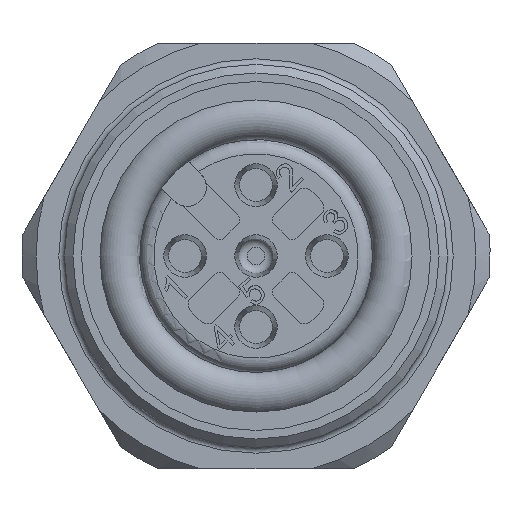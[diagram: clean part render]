
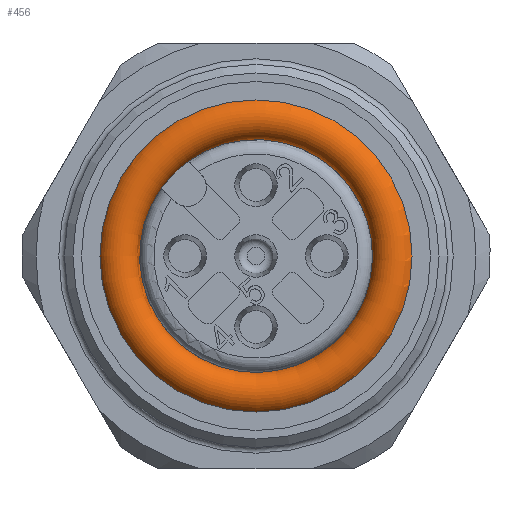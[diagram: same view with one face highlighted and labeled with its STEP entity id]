
A CAD part, left-side view. The second image highlights one B-rep face of the part: STEP entity #456.
In plain terms, the highlighted toroidal (fillet/blend) face has major radius 4.85 mm and minor radius 0.75 mm.
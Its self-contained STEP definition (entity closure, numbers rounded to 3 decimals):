
#71=TOROIDAL_SURFACE('',#3471,4.85,0.75);
#257=B_SPLINE_CURVE_WITH_KNOTS('',3,(#4763,#4764,#4765,#4766,#4767,#4768,
#4769,#4770,#4771,#4772),.UNSPECIFIED.,.F.,.F.,(4,3,3,4),(0.,0.405,
0.81,1.),.UNSPECIFIED.);
#258=B_SPLINE_CURVE_WITH_KNOTS('',3,(#4776,#4777,#4778,#4779,#4780,#4781,
#4782,#4783,#4784,#4785),.UNSPECIFIED.,.F.,.F.,(4,3,3,4),(0.,0.405,
0.81,1.),.UNSPECIFIED.);
#456=ADVANCED_FACE('',(#736,#737),#71,.T.);
#736=FACE_BOUND('',#875,.T.);
#737=FACE_BOUND('',#876,.T.);
#875=EDGE_LOOP('',(#1373));
#876=EDGE_LOOP('',(#1374,#1375,#1376,#1377));
#1118=CIRCLE('',#3424,5.5);
#1137=CIRCLE('',#3469,4.1);
#1138=CIRCLE('',#3470,4.34);
#1373=ORIENTED_EDGE('',*,*,#2498,.T.);
#1374=ORIENTED_EDGE('',*,*,#2547,.F.);
#1375=ORIENTED_EDGE('',*,*,#2548,.T.);
#1376=ORIENTED_EDGE('',*,*,#2549,.T.);
#1377=ORIENTED_EDGE('',*,*,#2550,.F.);
#2175=VERTEX_POINT('',#4619);
#2206=VERTEX_POINT('',#4761);
#2207=VERTEX_POINT('',#4762);
#2208=VERTEX_POINT('',#4773);
#2209=VERTEX_POINT('',#4775);
#2498=EDGE_CURVE('',#2175,#2175,#1118,.T.);
#2547=EDGE_CURVE('',#2206,#2207,#1137,.T.);
#2548=EDGE_CURVE('',#2206,#2208,#257,.T.);
#2549=EDGE_CURVE('',#2208,#2209,#1138,.T.);
#2550=EDGE_CURVE('',#2207,#2209,#258,.T.);
#3424=AXIS2_PLACEMENT_3D('',#4618,#3747,#3748);
#3469=AXIS2_PLACEMENT_3D('',#4760,#3855,#3856);
#3470=AXIS2_PLACEMENT_3D('',#4774,#3857,#3858);
#3471=AXIS2_PLACEMENT_3D('',#4786,#3859,#3860);
#3747=DIRECTION('',(-1.,0.,0.));
#3748=DIRECTION('',(0.,0.,-1.));
#3855=DIRECTION('',(-1.,0.,0.));
#3856=DIRECTION('',(0.,0.,1.));
#3857=DIRECTION('',(1.,0.,0.));
#3858=DIRECTION('',(0.,0.,-1.));
#3859=DIRECTION('',(-1.,0.,0.));
#3860=DIRECTION('',(0.,0.,-1.));
#4618=CARTESIAN_POINT('',(8.076,0.,0.));
#4619=CARTESIAN_POINT('',(8.076,0.,-5.5));
#4760=CARTESIAN_POINT('',(8.45,0.,0.));
#4761=CARTESIAN_POINT('',(8.45,3.337,2.382));
#4762=CARTESIAN_POINT('',(8.45,2.382,3.337));
#4763=CARTESIAN_POINT('',(8.45,3.337,2.382));
#4764=CARTESIAN_POINT('',(8.533,3.337,2.382));
#4765=CARTESIAN_POINT('',(8.617,3.347,2.392));
#4766=CARTESIAN_POINT('',(8.696,3.367,2.412));
#4767=CARTESIAN_POINT('',(8.774,3.386,2.431));
#4768=CARTESIAN_POINT('',(8.849,3.415,2.461));
#4769=CARTESIAN_POINT('',(8.914,3.452,2.497));
#4770=CARTESIAN_POINT('',(8.945,3.469,2.515));
#4771=CARTESIAN_POINT('',(8.973,3.488,2.534));
#4772=CARTESIAN_POINT('',(9.,3.509,2.554));
#4773=CARTESIAN_POINT('',(9.,3.509,2.554));
#4774=CARTESIAN_POINT('',(9.,0.,0.));
#4775=CARTESIAN_POINT('',(9.,2.554,3.509));
#4776=CARTESIAN_POINT('',(8.45,2.382,3.337));
#4777=CARTESIAN_POINT('',(8.533,2.382,3.337));
#4778=CARTESIAN_POINT('',(8.617,2.392,3.347));
#4779=CARTESIAN_POINT('',(8.696,2.412,3.367));
#4780=CARTESIAN_POINT('',(8.774,2.431,3.386));
#4781=CARTESIAN_POINT('',(8.849,2.461,3.415));
#4782=CARTESIAN_POINT('',(8.914,2.497,3.452));
#4783=CARTESIAN_POINT('',(8.945,2.515,3.469));
#4784=CARTESIAN_POINT('',(8.973,2.534,3.488));
#4785=CARTESIAN_POINT('',(9.,2.554,3.509));
#4786=CARTESIAN_POINT('',(8.45,0.,0.));
